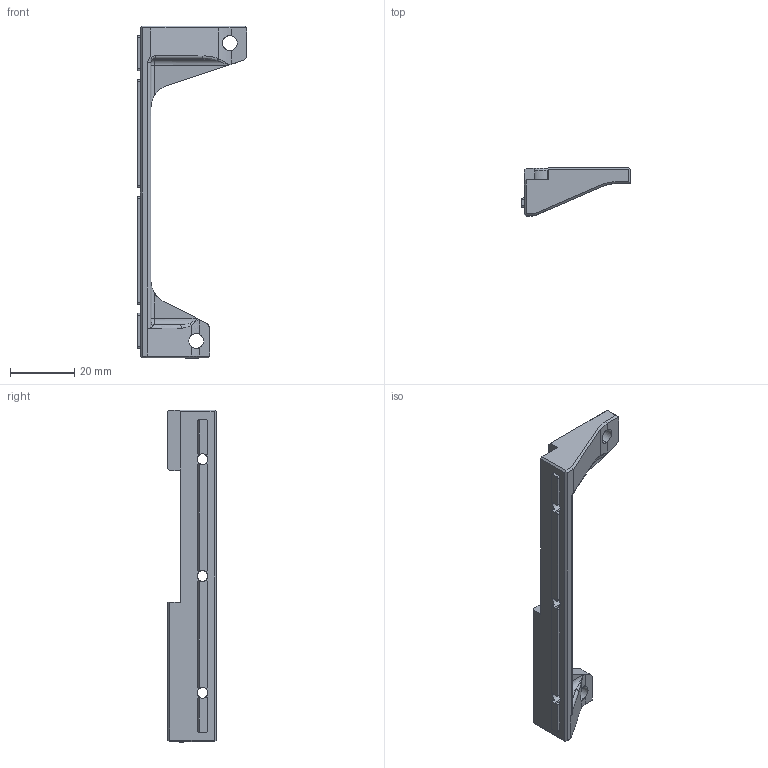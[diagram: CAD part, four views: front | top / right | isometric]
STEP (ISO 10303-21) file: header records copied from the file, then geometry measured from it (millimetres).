
FILE_DESCRIPTION (( 'STEP AP203' ), '1' );
FILE_NAME ('plus50 M8P A Mount.STEP', '2025-04-05T00:51:16', ( '' ), ( '' ), 'SwSTEP 2.0', 'SolidWorks 2025', '' );
FILE_SCHEMA (( 'CONFIG_CONTROL_DESIGN' ));
Length unit declared in the file: millimetre
Products named in the file (1): plus50 M8P A Mount
Bounding box: 34.26 x 15 x 103.65 mm (x, y, z)
Volume: 9532 mm3; surface area: 5704.7 mm2
Topology: 1 solids, 1 shells, 127 faces, 359 edges, 230 vertices
Faces by surface type: plane 60, cylinder 44, bspline 16, cone 4, torus 3
Entity records: 4517 total; most frequent: CARTESIAN_POINT 1258, ORIENTED_EDGE 718, DIRECTION 623, EDGE_CURVE 359, VERTEX_POINT 230, AXIS2_PLACEMENT_3D 211, LINE 201, VECTOR 201
